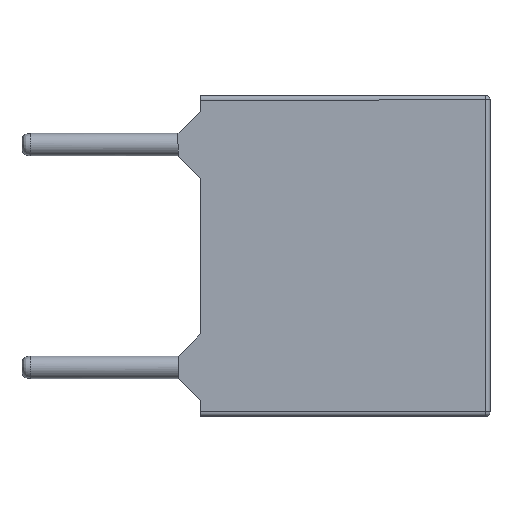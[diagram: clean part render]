
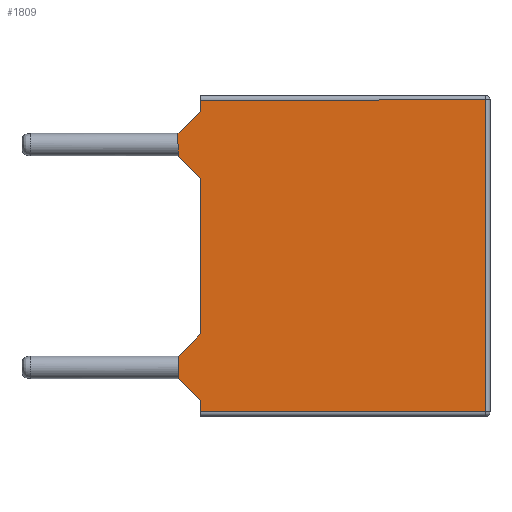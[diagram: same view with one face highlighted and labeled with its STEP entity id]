
A CAD part, front view. The second image highlights one B-rep face of the part: STEP entity #1809.
In plain terms, the highlighted planar face has unit normal (0, -1, 0).
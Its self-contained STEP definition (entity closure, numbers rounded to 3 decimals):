
#3 = CARTESIAN_POINT ( 'NONE',  ( 1., -1.1, -4.249 ) ) ;
#5 = EDGE_CURVE ( 'NONE', #1186, #1112, #908, .T. ) ;
#14 = ORIENTED_EDGE ( 'NONE', *, *, #1583, .T. ) ;
#17 = CARTESIAN_POINT ( 'NONE',  ( 1., -1.1, -6.1 ) ) ;
#26 = DIRECTION ( 'NONE',  ( 0., 0., 1. ) ) ;
#28 = EDGE_CURVE ( 'NONE', #235, #1157, #575, .T. ) ;
#110 = EDGE_CURVE ( 'NONE', #1833, #523, #1433, .T. ) ;
#148 = LINE ( 'NONE', #1202, #521 ) ;
#197 = DIRECTION ( 'NONE',  ( 0., 0., 1. ) ) ;
#221 = DIRECTION ( 'NONE',  ( 0.707, 0., -0.707 ) ) ;
#228 = VECTOR ( 'NONE', #26, 1000. ) ;
#229 = LINE ( 'NONE', #1405, #610 ) ;
#235 = VERTEX_POINT ( 'NONE', #599 ) ;
#278 = ORIENTED_EDGE ( 'NONE', *, *, #1322, .T. ) ;
#290 = VECTOR ( 'NONE', #612, 1000. ) ;
#299 = EDGE_CURVE ( 'NONE', #1306, #468, #1016, .T. ) ;
#325 = CARTESIAN_POINT ( 'NONE',  ( 1., -1.1, -0.761 ) ) ;
#331 = CARTESIAN_POINT ( 'NONE',  ( 0.5, -1.1, -5.25 ) ) ;
#336 = CARTESIAN_POINT ( 'NONE',  ( 0.5, -1.1, -4.749 ) ) ;
#382 = ORIENTED_EDGE ( 'NONE', *, *, #5, .T. ) ;
#391 = CARTESIAN_POINT ( 'NONE',  ( 1., -1.1, -5.75 ) ) ;
#404 = VERTEX_POINT ( 'NONE', #3 ) ;
#411 = LINE ( 'NONE', #759, #1509 ) ;
#457 = CARTESIAN_POINT ( 'NONE',  ( 0.5, -1.1, 0. ) ) ;
#468 = VERTEX_POINT ( 'NONE', #594 ) ;
#471 = DIRECTION ( 'NONE',  ( 0., 0., -1. ) ) ;
#480 = CARTESIAN_POINT ( 'NONE',  ( 0.5, -1.1, -0.261 ) ) ;
#493 = CARTESIAN_POINT ( 'NONE',  ( 7.4, -1.1, 1. ) ) ;
#521 = VECTOR ( 'NONE', #197, 1000. ) ;
#523 = VERTEX_POINT ( 'NONE', #331 ) ;
#546 = CARTESIAN_POINT ( 'NONE',  ( 0.5, -1.1, 0.25 ) ) ;
#575 = LINE ( 'NONE', #1525, #870 ) ;
#594 = CARTESIAN_POINT ( 'NONE',  ( 1., -1.1, 0.75 ) ) ;
#599 = CARTESIAN_POINT ( 'NONE',  ( 1., -1.1, -6. ) ) ;
#604 = ORIENTED_EDGE ( 'NONE', *, *, #110, .F. ) ;
#610 = VECTOR ( 'NONE', #989, 1000. ) ;
#612 = DIRECTION ( 'NONE',  ( -0.707, 0., 0.707 ) ) ;
#616 = ORIENTED_EDGE ( 'NONE', *, *, #1645, .T. ) ;
#627 = CARTESIAN_POINT ( 'NONE',  ( 0.5, -1.1, 1.1 ) ) ;
#660 = CARTESIAN_POINT ( 'NONE',  ( 0.5, -1.1, -0.261 ) ) ;
#706 = ORIENTED_EDGE ( 'NONE', *, *, #28, .T. ) ;
#759 = CARTESIAN_POINT ( 'NONE',  ( 1., -1.1, 0. ) ) ;
#768 = DIRECTION ( 'NONE',  ( 0., 0., -1. ) ) ;
#786 = CARTESIAN_POINT ( 'NONE',  ( 0.5, -1.1, 1.1 ) ) ;
#795 = EDGE_LOOP ( 'NONE', ( #14, #278, #616, #604, #844, #706, #1757, #1418, #1661, #875, #1616, #382 ) ) ;
#844 = ORIENTED_EDGE ( 'NONE', *, *, #1036, .F. ) ;
#870 = VECTOR ( 'NONE', #1653, 1000. ) ;
#875 = ORIENTED_EDGE ( 'NONE', *, *, #299, .F. ) ;
#892 = VECTOR ( 'NONE', #768, 1000. ) ;
#904 = AXIS2_PLACEMENT_3D ( 'NONE', #786, #1787, #940 ) ;
#908 = LINE ( 'NONE', #660, #1247 ) ;
#914 = FACE_OUTER_BOUND ( 'NONE', #795, .T. ) ;
#916 = CARTESIAN_POINT ( 'NONE',  ( 7.4, -1.1, -6. ) ) ;
#940 = DIRECTION ( 'NONE',  ( 0., 0., -1. ) ) ;
#949 = VERTEX_POINT ( 'NONE', #493 ) ;
#989 = DIRECTION ( 'NONE',  ( -0.707, 0., -0.707 ) ) ;
#1016 = LINE ( 'NONE', #1556, #1766 ) ;
#1022 = VECTOR ( 'NONE', #1774, 1000. ) ;
#1036 = EDGE_CURVE ( 'NONE', #235, #1833, #1320, .T. ) ;
#1064 = PLANE ( 'NONE',  #904 ) ;
#1075 = EDGE_CURVE ( 'NONE', #1186, #1306, #1369, .T. ) ;
#1089 = CARTESIAN_POINT ( 'NONE',  ( 1., -1.1, -5.75 ) ) ;
#1112 = VERTEX_POINT ( 'NONE', #325 ) ;
#1157 = VERTEX_POINT ( 'NONE', #916 ) ;
#1186 = VERTEX_POINT ( 'NONE', #480 ) ;
#1195 = CARTESIAN_POINT ( 'NONE',  ( 1., -1.1, 1. ) ) ;
#1197 = EDGE_CURVE ( 'NONE', #949, #1729, #1351, .T. ) ;
#1202 = CARTESIAN_POINT ( 'NONE',  ( 1., -1.1, 1.1 ) ) ;
#1247 = VECTOR ( 'NONE', #221, 1000. ) ;
#1306 = VERTEX_POINT ( 'NONE', #546 ) ;
#1320 = LINE ( 'NONE', #17, #1747 ) ;
#1322 = EDGE_CURVE ( 'NONE', #404, #1746, #229, .T. ) ;
#1351 = LINE ( 'NONE', #1626, #1022 ) ;
#1369 = LINE ( 'NONE', #457, #228 ) ;
#1405 = CARTESIAN_POINT ( 'NONE',  ( 1., -1.1, -4.249 ) ) ;
#1418 = ORIENTED_EDGE ( 'NONE', *, *, #1197, .T. ) ;
#1433 = LINE ( 'NONE', #391, #290 ) ;
#1482 = CARTESIAN_POINT ( 'NONE',  ( 7.4, -1.1, 1.1 ) ) ;
#1509 = VECTOR ( 'NONE', #471, 1000. ) ;
#1525 = CARTESIAN_POINT ( 'NONE',  ( 0.5, -1.1, -6. ) ) ;
#1556 = CARTESIAN_POINT ( 'NONE',  ( 0.5, -1.1, 0.25 ) ) ;
#1582 = LINE ( 'NONE', #1482, #1628 ) ;
#1583 = EDGE_CURVE ( 'NONE', #1112, #404, #411, .T. ) ;
#1604 = LINE ( 'NONE', #627, #892 ) ;
#1616 = ORIENTED_EDGE ( 'NONE', *, *, #1075, .F. ) ;
#1626 = CARTESIAN_POINT ( 'NONE',  ( 0.5, -1.1, 1. ) ) ;
#1628 = VECTOR ( 'NONE', #1631, 1000. ) ;
#1631 = DIRECTION ( 'NONE',  ( 0., 0., 1. ) ) ;
#1645 = EDGE_CURVE ( 'NONE', #1746, #523, #1604, .T. ) ;
#1653 = DIRECTION ( 'NONE',  ( 1., 0., 0. ) ) ;
#1661 = ORIENTED_EDGE ( 'NONE', *, *, #1796, .F. ) ;
#1703 = DIRECTION ( 'NONE',  ( 0.707, 0., 0.707 ) ) ;
#1729 = VERTEX_POINT ( 'NONE', #1195 ) ;
#1743 = DIRECTION ( 'NONE',  ( 0., 0., 1. ) ) ;
#1746 = VERTEX_POINT ( 'NONE', #336 ) ;
#1747 = VECTOR ( 'NONE', #1743, 1000. ) ;
#1757 = ORIENTED_EDGE ( 'NONE', *, *, #1775, .T. ) ;
#1766 = VECTOR ( 'NONE', #1703, 1000. ) ;
#1774 = DIRECTION ( 'NONE',  ( -1., 0., 0. ) ) ;
#1775 = EDGE_CURVE ( 'NONE', #1157, #949, #1582, .T. ) ;
#1787 = DIRECTION ( 'NONE',  ( 0., -1., 0. ) ) ;
#1796 = EDGE_CURVE ( 'NONE', #468, #1729, #148, .T. ) ;
#1809 = ADVANCED_FACE ( 'NONE', ( #914 ), #1064, .T. ) ;
#1833 = VERTEX_POINT ( 'NONE', #1089 ) ;
